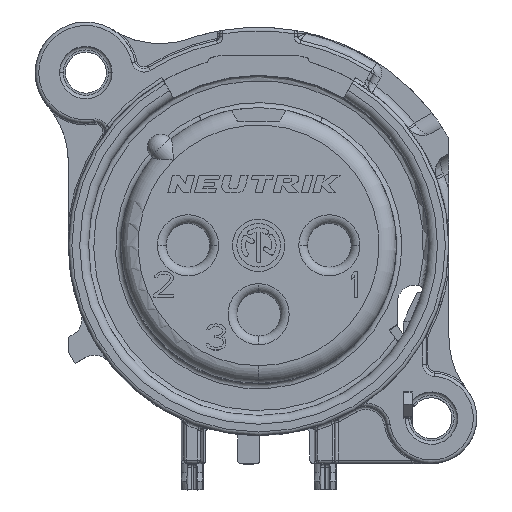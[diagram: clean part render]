
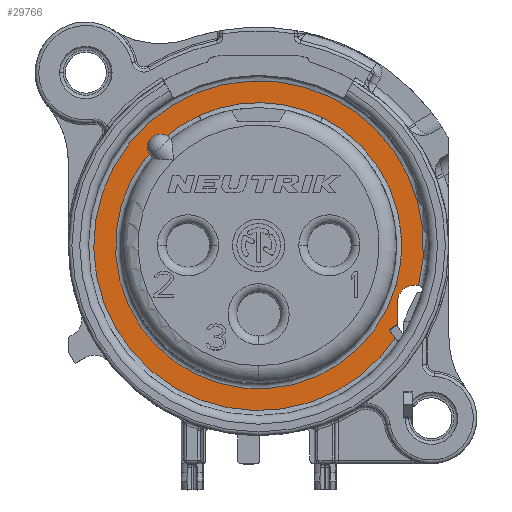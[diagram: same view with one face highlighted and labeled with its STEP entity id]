
A CAD part, top view. The second image highlights one B-rep face of the part: STEP entity #29766.
In plain terms, the highlighted planar face has unit normal (0, 0, 1).
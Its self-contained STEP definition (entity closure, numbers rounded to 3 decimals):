
#5635=CARTESIAN_POINT('',(0.,0.,-4.8));
#5636=DIRECTION('',(0.,0.,1.));
#5637=DIRECTION('',(0.445,0.896,0.));
#5638=AXIS2_PLACEMENT_3D('',#5635,#5636,#5637);
#5664=CARTESIAN_POINT('',(3.646,7.342,-4.8));
#5670=CARTESIAN_POINT('',(0.,0.,-4.8));
#5671=DIRECTION('',(0.,0.,-1.));
#5672=DIRECTION('',(0.445,0.896,0.));
#5673=AXIS2_PLACEMENT_3D('',#5670,#5671,#5672);
#5679=CARTESIAN_POINT('',(-3.401,7.459,-4.8));
#5705=CARTESIAN_POINT('',(7.94,-3.285,-4.8));
#5706=CARTESIAN_POINT('',(7.94,-3.178,-4.8));
#5707=CARTESIAN_POINT('',(7.97,-3.002,-4.8));
#5708=CARTESIAN_POINT('',(8.084,-2.722,-4.8));
#5709=CARTESIAN_POINT('',(8.301,-2.466,-4.8));
#5710=CARTESIAN_POINT('',(8.593,-2.307,-4.8));
#5711=CARTESIAN_POINT('',(8.888,-2.257,-4.8));
#5712=CARTESIAN_POINT('',(9.064,-2.268,-4.8));
#5713=CARTESIAN_POINT('',(9.167,-2.294,-4.8));
#5715=DIRECTION('',(0.,1.,0.));
#5716=VECTOR('',#5715,1.839);
#5717=CARTESIAN_POINT('',(7.94,-5.124,-4.8));
#5718=LINE('',#5717,#5716);
#5719=CARTESIAN_POINT('',(0.,0.,-4.8));
#5720=DIRECTION('',(0.,0.,1.));
#5721=DIRECTION('',(0.97,-0.243,0.));
#5722=AXIS2_PLACEMENT_3D('',#5719,#5720,#5721);
#5733=CARTESIAN_POINT('',(7.94,-5.124,-4.8));
#18928=VERTEX_POINT('',#5733);
#18940=CARTESIAN_POINT('',(7.94,-3.285,-4.8));
#18942=VERTEX_POINT('',#18940);
#18948=VERTEX_POINT('',#5713);
#21750=VERTEX_POINT('',#5679);
#21751=VERTEX_POINT('',#5664);
#29750=CARTESIAN_POINT('',(0.,0.,-4.8));
#29751=DIRECTION('',(0.,0.,1.));
#29752=DIRECTION('',(0.,-1.,0.));
#29753=AXIS2_PLACEMENT_3D('',#29750,#29751,#29752);
#29754=PLANE('',#29753);
#29756=ORIENTED_EDGE('',*,*,#29755,.F.);
#29758=ORIENTED_EDGE('',*,*,#29757,.F.);
#29759=ORIENTED_EDGE('',*,*,#29282,.F.);
#29760=EDGE_LOOP('',(#29756,#29758,#29759));
#29761=FACE_OUTER_BOUND('',#29760,.F.);
#29762=ORIENTED_EDGE('',*,*,#29740,.F.);
#29763=ORIENTED_EDGE('',*,*,#29713,.T.);
#29764=EDGE_LOOP('',(#29762,#29763));
#29765=FACE_BOUND('',#29764,.F.);
#29766=ADVANCED_FACE('',(#29761,#29765),#29754,.T.);
#5639=CIRCLE('',#5638,8.195);
#5674=CIRCLE('',#5673,8.2);
#5714=B_SPLINE_CURVE_WITH_KNOTS('',3,(#5705,#5706,#5707,#5708,#5709,#5710,#5711,
#5712,#5713),.UNSPECIFIED.,.F.,.F.,(4,1,1,1,1,1,4),(0.,0.125,0.25,0.5,
0.75,0.875,1.),.UNSPECIFIED.);
#5723=CIRCLE('',#5722,9.45);
#29282=EDGE_CURVE('',#18928,#18942,#5718,.T.);
#29713=EDGE_CURVE('',#21751,#21750,#5639,.T.);
#29740=EDGE_CURVE('',#21751,#21750,#5674,.T.);
#29755=EDGE_CURVE('',#18948,#18928,#5723,.T.);
#29757=EDGE_CURVE('',#18942,#18948,#5714,.T.);
